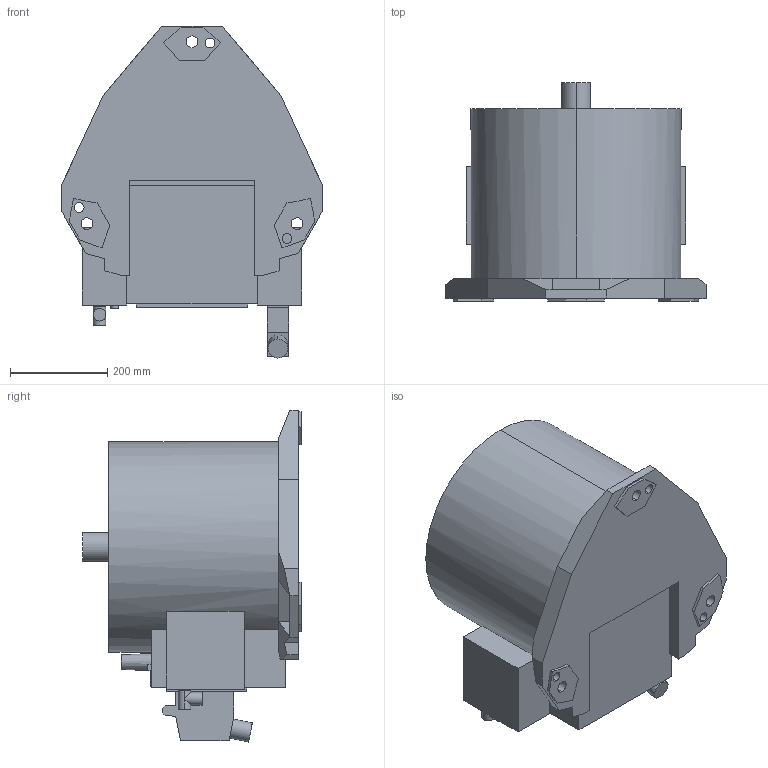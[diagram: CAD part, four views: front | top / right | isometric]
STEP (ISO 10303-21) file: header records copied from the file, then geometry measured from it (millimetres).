
FILE_DESCRIPTION (( 'STEP AP203' ), '1' );
FILE_NAME ('ROBOT_BASE_1000_Predeterminado_sldprt.STEP', '2024-06-16T18:36:57', ( '' ), ( '' ), 'SwSTEP 2.0', 'SolidWorks 2021', '' );
FILE_SCHEMA (( 'CONFIG_CONTROL_DESIGN' ));
Length unit declared in the file: millimetre
Products named in the file (1): ROBOT_BASE_1000_Predeterminado_sldprt
Bounding box: 536 x 450.92 x 684.31 mm (x, y, z)
Volume: 70294633 mm3; surface area: 1246799.2 mm2
Topology: 1 solids, 1 shells, 161 faces, 419 edges, 274 vertices
Faces by surface type: plane 121, cylinder 37, cone 3
Entity records: 4988 total; most frequent: CARTESIAN_POINT 873, ORIENTED_EDGE 838, DIRECTION 819, EDGE_CURVE 419, LINE 331, VECTOR 331, VERTEX_POINT 274, AXIS2_PLACEMENT_3D 244
